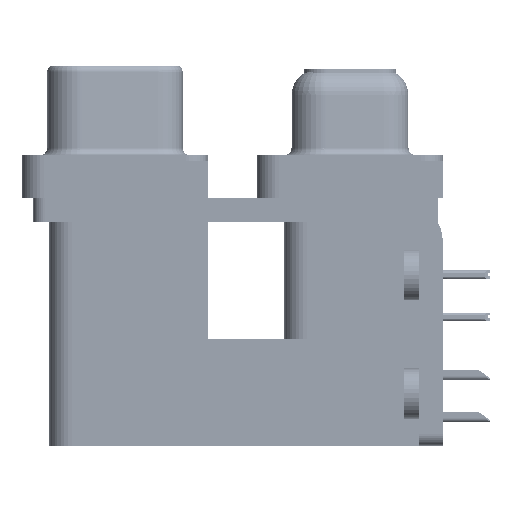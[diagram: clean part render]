
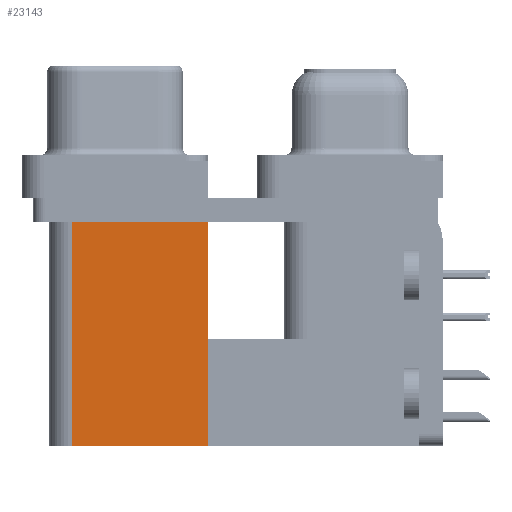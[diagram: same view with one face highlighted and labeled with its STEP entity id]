
A CAD part, left-side view. The second image highlights one B-rep face of the part: STEP entity #23143.
In plain terms, the highlighted planar face has unit normal (-1, 0, 0).
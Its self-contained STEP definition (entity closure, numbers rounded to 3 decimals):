
#1175 = CARTESIAN_POINT ( 'NONE',  ( 3.79, 9.6, -19.2 ) ) ;
#3033 = CARTESIAN_POINT ( 'NONE',  ( 3.79, 9.6, -2.5 ) ) ;
#3685 = VECTOR ( 'NONE', #63121, 1000. ) ;
#5883 = VECTOR ( 'NONE', #31996, 1000. ) ;
#6831 = CARTESIAN_POINT ( 'NONE',  ( 3.79, 18.8, -19.2 ) ) ;
#6889 = PLANE ( 'NONE',  #32467 ) ;
#7429 = EDGE_LOOP ( 'NONE', ( #18677, #35053, #50955, #26556 ) ) ;
#11517 = DIRECTION ( 'NONE',  ( 1., 0., 0. ) ) ;
#13184 = CARTESIAN_POINT ( 'NONE',  ( 3.79, 9.6, -19.2 ) ) ;
#17199 = CARTESIAN_POINT ( 'NONE',  ( 3.79, 9.6, -2.5 ) ) ;
#18677 = ORIENTED_EDGE ( 'NONE', *, *, #22878, .T. ) ;
#22836 = FACE_OUTER_BOUND ( 'NONE', #7429, .T. ) ;
#22878 = EDGE_CURVE ( 'NONE', #38947, #46236, #65947, .T. ) ;
#23143 = ADVANCED_FACE ( 'NONE', ( #22836 ), #6889, .F. ) ;
#25862 = VECTOR ( 'NONE', #27956, 1000. ) ;
#25883 = VERTEX_POINT ( 'NONE', #6831 ) ;
#26556 = ORIENTED_EDGE ( 'NONE', *, *, #27845, .T. ) ;
#27845 = EDGE_CURVE ( 'NONE', #38235, #38947, #68073, .T. ) ;
#27956 = DIRECTION ( 'NONE',  ( 0., 1., 0. ) ) ;
#28440 = EDGE_CURVE ( 'NONE', #38235, #25883, #38734, .T. ) ;
#30785 = CARTESIAN_POINT ( 'NONE',  ( 3.79, 9.6, -19.2 ) ) ;
#31996 = DIRECTION ( 'NONE',  ( 0., 1., 0. ) ) ;
#32467 = AXIS2_PLACEMENT_3D ( 'NONE', #43751, #11517, #33445 ) ;
#33445 = DIRECTION ( 'NONE',  ( 0., 0., -1. ) ) ;
#35053 = ORIENTED_EDGE ( 'NONE', *, *, #62652, .F. ) ;
#38235 = VERTEX_POINT ( 'NONE', #13184 ) ;
#38734 = LINE ( 'NONE', #1175, #5883 ) ;
#38947 = VERTEX_POINT ( 'NONE', #17199 ) ;
#41459 = CARTESIAN_POINT ( 'NONE',  ( 3.79, 18.8, -19.2 ) ) ;
#42854 = CARTESIAN_POINT ( 'NONE',  ( 3.79, 18.8, -2.5 ) ) ;
#43751 = CARTESIAN_POINT ( 'NONE',  ( 3.79, 9.6, -19.2 ) ) ;
#46236 = VERTEX_POINT ( 'NONE', #42854 ) ;
#47120 = LINE ( 'NONE', #41459, #3685 ) ;
#50955 = ORIENTED_EDGE ( 'NONE', *, *, #28440, .F. ) ;
#57791 = DIRECTION ( 'NONE',  ( 0., 0., 1. ) ) ;
#60161 = VECTOR ( 'NONE', #57791, 1000. ) ;
#62652 = EDGE_CURVE ( 'NONE', #25883, #46236, #47120, .T. ) ;
#63121 = DIRECTION ( 'NONE',  ( 0., 0., 1. ) ) ;
#65947 = LINE ( 'NONE', #3033, #25862 ) ;
#68073 = LINE ( 'NONE', #30785, #60161 ) ;
